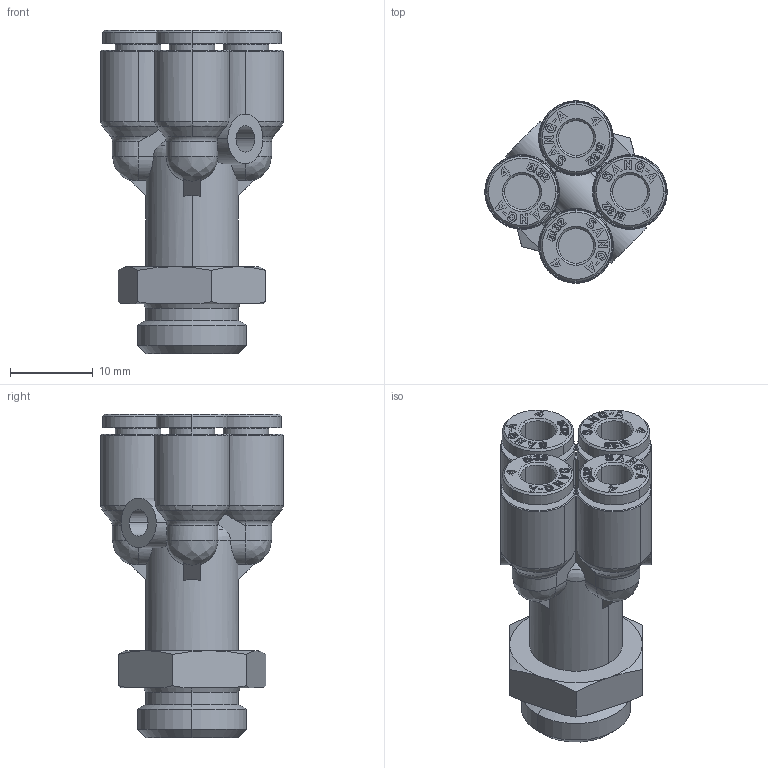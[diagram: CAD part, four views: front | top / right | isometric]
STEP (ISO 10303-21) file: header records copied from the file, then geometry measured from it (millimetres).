
FILE_DESCRIPTION (( 'STEP AP214' ), '1' );
FILE_NAME ('PXT04-G02.stp', '2015-09-24T09:17:07', ( '' ), ( '' ), 'SwSTEP 2.0', 'SolidWorks 2015', '' );
FILE_SCHEMA (( 'AUTOMOTIVE_DESIGN' ));
Length unit declared in the file: millimetre
Products named in the file (2): ｦ+ﾃｦ1; PXT04-G02
Assembly tree (1 placements, depth 2):
  PXT04-G02
    ｦ+ﾃｦ1
Bounding box: 22 x 22 x 39 mm (x, y, z)
Volume: 5429 mm3; surface area: 4723.3 mm2
Topology: 1 solids, 1 shells, 1656 faces, 4690 edges, 3108 vertices
Faces by surface type: plane 1369, bspline 126, cylinder 88, cone 67, torus 6
Entity records: 56321 total; most frequent: CARTESIAN_POINT 12895, ORIENTED_EDGE 9380, DIRECTION 7620, EDGE_CURVE 4690, VECTOR 4014, LINE 4014, VERTEX_POINT 3108, AXIS2_PLACEMENT_3D 1803
